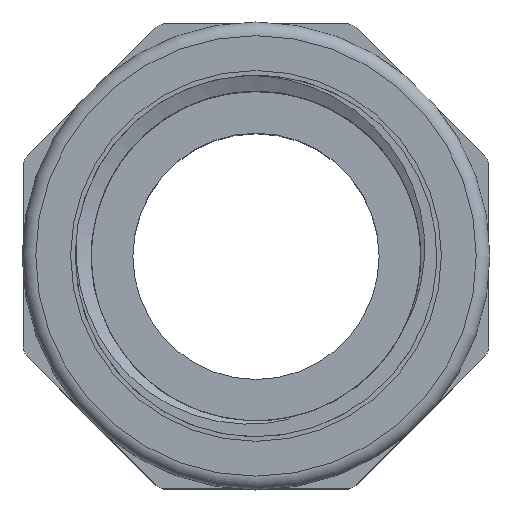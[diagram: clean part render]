
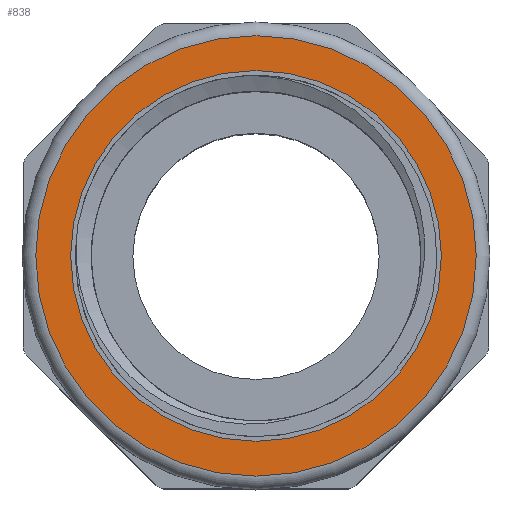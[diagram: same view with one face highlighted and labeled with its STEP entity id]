
A CAD part, top view. The second image highlights one B-rep face of the part: STEP entity #838.
In plain terms, the highlighted planar face has unit normal (0, 0, 1).
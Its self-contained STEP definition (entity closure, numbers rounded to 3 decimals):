
#516=CIRCLE('',#6057,16.1);
#517=CIRCLE('',#6058,13.55);
#838=ADVANCED_FACE('',(#1782,#1783),#1040,.T.);
#1040=PLANE('',#6059);
#1782=FACE_BOUND('',#2160,.T.);
#1783=FACE_BOUND('',#2161,.T.);
#2160=EDGE_LOOP('',(#3812));
#2161=EDGE_LOOP('',(#3813));
#3812=ORIENTED_EDGE('',*,*,#5204,.T.);
#3813=ORIENTED_EDGE('',*,*,#5205,.T.);
#4378=VERTEX_POINT('',#14382);
#4379=VERTEX_POINT('',#14384);
#5204=EDGE_CURVE('',#4378,#4378,#516,.T.);
#5205=EDGE_CURVE('',#4379,#4379,#517,.T.);
#6057=AXIS2_PLACEMENT_3D('',#14381,#6984,#6985);
#6058=AXIS2_PLACEMENT_3D('',#14383,#6986,#6987);
#6059=AXIS2_PLACEMENT_3D('',#14385,#6988,#6989);
#6984=DIRECTION('',(0.,0.,1.));
#6985=DIRECTION('',(1.,0.,0.));
#6986=DIRECTION('',(0.,0.,-1.));
#6987=DIRECTION('',(-1.,0.,0.));
#6988=DIRECTION('',(0.,0.,1.));
#6989=DIRECTION('',(1.,0.,0.));
#14381=CARTESIAN_POINT('',(72.146,-122.476,24.5));
#14382=CARTESIAN_POINT('',(88.246,-122.476,24.5));
#14383=CARTESIAN_POINT('',(72.146,-122.476,24.5));
#14384=CARTESIAN_POINT('',(58.596,-122.476,24.5));
#14385=CARTESIAN_POINT('',(72.146,-122.476,24.5));
